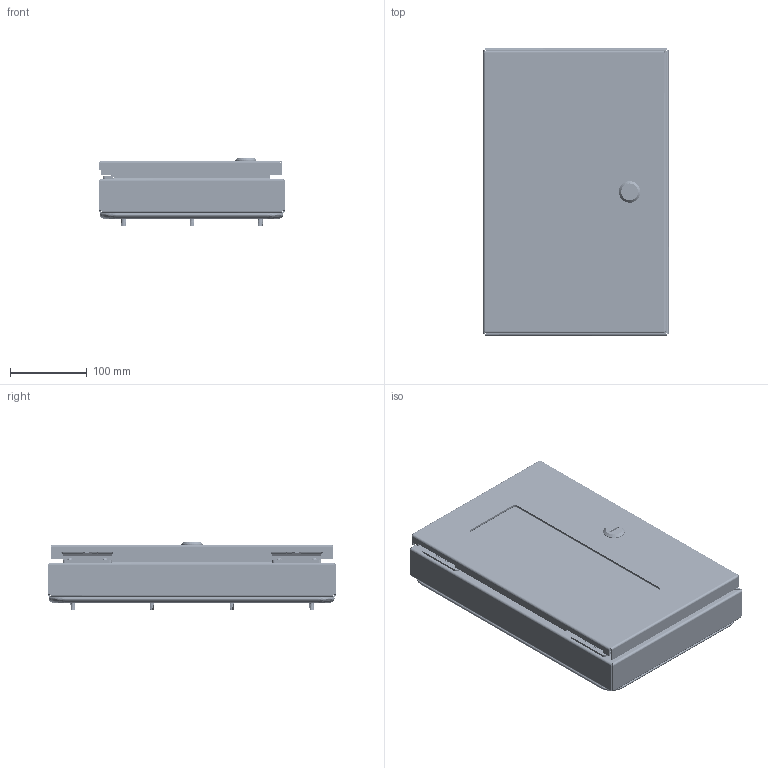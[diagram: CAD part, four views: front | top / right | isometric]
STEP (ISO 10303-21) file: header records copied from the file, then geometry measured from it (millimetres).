
FILE_DESCRIPTION(/* description */ ('DEEP HINGED, CS, N4, WDW KIT, TUB, 14.75X9.5X2.75'),/* implementation_level */ '2;1');
FILE_NAME(/* name */ 'WADW150902.stp',/* time_stamp */ '2015-01-29T15:14:16+06:00',/* author */ ('ps'),/* organization */ (''),/* preprocessor_version */ 'ST-DEVELOPER v15.2',/* originating_system */ 'Autodesk Inventor 2014',/* authorisation */ '');
FILE_SCHEMA (('AUTOMOTIVE_DESIGN { 1 0 10303 214 3 1 1 }'));
Length unit declared in the file: inch
Products named in the file (27): WADW150902BKP; HFW3161; 17376 PIN; 17380 SCREW; 17723 BOX LEAF; 17723-UTI BRACKET; 17910 SEALING WASHER; HFW328176; WADW1509FIP-BKP; WADW1509LID; WADW1509FIP-WDW; 38821; 1000-u155_asm; 1000-14_prt; 1000-24_prt; 1000-318; 1000-03; 1000-277-01; 1000-u142_asm; 35124; HFW328175; WADW1509FIP-LID; HFW353241; 31433; WADW1509WRT; 349117; WADW150902
Bounding box: 241.3 x 374.65 x 88.92 mm (x, y, z)
Volume: 943588.5 mm3; surface area: 714853.4 mm2
Topology: 61 solids, 65 shells, 2138 faces, 5113 edges, 3139 vertices
Faces by surface type: cylinder 762, plane 741, cone 341, bspline 224, torus 66, sphere 4
Full cylindrical faces by diameter (mm): 2.362 x4, 3.175 x2, 3.317 x68, 3.861 x4, 3.962 x12, 4.166 x68, 4.25 x4, 4.366 x4, 4.572 x4, 4.775 x4, 4.826 x10, 5 x1, 6 x1, 6.325 x10, 6.35 x138, 6.502 x4, 7.137 x10, 7.938 x10, 8.118 x10, 8.128 x4, 9.144 x4, 9.9 x1, 10 x2, 10.2 x1, 11.05 x1, 12.8 x1, 13.5 x1, 15.2 x1, 15.8 x1, 16.1 x2
Entity records: 41601 total; most frequent: CARTESIAN_POINT 16139, DIRECTION 4984, ORIENTED_EDGE 4804, EDGE_CURVE 2403, AXIS2_PLACEMENT_3D 1839, VERTEX_POINT 1550, EDGE_LOOP 1371, LINE 1306
